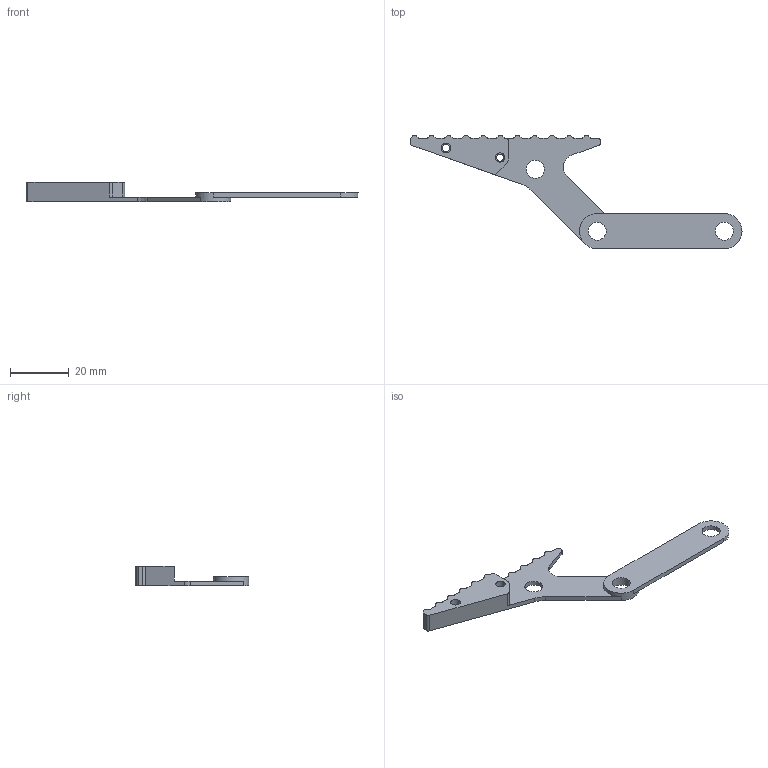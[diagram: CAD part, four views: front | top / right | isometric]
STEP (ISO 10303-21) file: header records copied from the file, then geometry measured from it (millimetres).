
FILE_DESCRIPTION(/* description */ (''),/* implementation_level */ '2;1');
FILE_NAME(/* name */ 'left_claw v3.step',/* time_stamp */ '2023-03-27T17:46:32+05:30',/* author */ (''),/* organization */ (''),/* preprocessor_version */ 'ST-DEVELOPER v19.2',/* originating_system */ 'Autodesk Translation Framework v11.17.0.187',/* authorisation */ '');
FILE_SCHEMA (('AUTOMOTIVE_DESIGN { 1 0 10303 214 3 1 1 }'));
Length unit declared in the file: millimetre
Products named in the file (4): left_claw; 夹头从动臂; 夹头末端; 夹头末端加强
Assembly tree (3 placements, depth 2):
  left_claw
    夹头从动臂
    夹头末端
    夹头末端加强
Bounding box: 112.8 x 38.61 x 6.5 mm (x, y, z)
Volume: 3485.5 mm3; surface area: 3942.2 mm2
Topology: 1 solids, 1 shells, 99 faces, 284 edges, 189 vertices
Faces by surface type: plane 50, cylinder 49
Full cylindrical faces by diameter (mm): 2.4 x2, 3.2 x2, 6.12 x3
Entity records: 3413 total; most frequent: DIRECTION 597, CARTESIAN_POINT 579, ORIENTED_EDGE 568, EDGE_CURVE 284, AXIS2_PLACEMENT_3D 207, VERTEX_POINT 189, LINE 183, VECTOR 183
